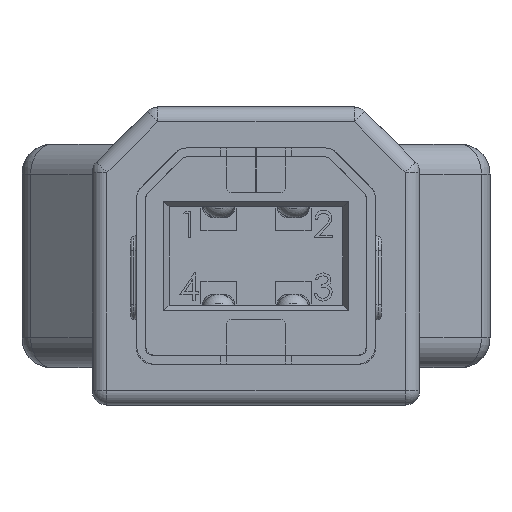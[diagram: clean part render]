
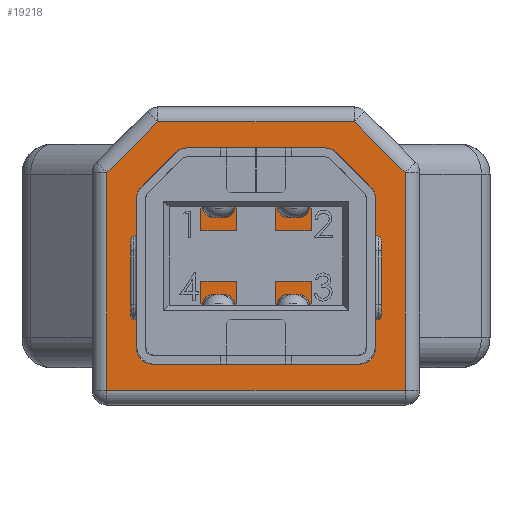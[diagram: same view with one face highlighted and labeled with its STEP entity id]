
A CAD part, front view. The second image highlights one B-rep face of the part: STEP entity #19218.
In plain terms, the highlighted face is planar.
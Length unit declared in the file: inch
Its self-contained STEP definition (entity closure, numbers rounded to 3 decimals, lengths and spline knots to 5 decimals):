
#7825 = EDGE_CURVE ( 'NONE', #12574, #12577, #46994, .T. ) ;
#7826 = EDGE_CURVE ( 'NONE', #12577, #12581, #46995, .T. ) ;
#7827 = EDGE_CURVE ( 'NONE', #12581, #12583, #46999, .T. ) ;
#7828 = EDGE_CURVE ( 'NONE', #12583, #12584, #47001, .T. ) ;
#7829 = EDGE_CURVE ( 'NONE', #12584, #12586, #47003, .T. ) ;
#7830 = EDGE_CURVE ( 'NONE', #12586, #12574, #47005, .T. ) ;
#12574 = VERTEX_POINT ( 'NONE', #45400 ) ;
#12577 = VERTEX_POINT ( 'NONE', #45402 ) ;
#12581 = VERTEX_POINT ( 'NONE', #45408 ) ;
#12583 = VERTEX_POINT ( 'NONE', #45405 ) ;
#12584 = VERTEX_POINT ( 'NONE', #45410 ) ;
#12586 = VERTEX_POINT ( 'NONE', #45407 ) ;
#19218 = ADVANCED_FACE ( 'NONE', ( #43877 ), #31297, .F. ) ;
#19838 = ORIENTED_EDGE ( 'NONE', *, *, #7825, .T. ) ;
#19840 = ORIENTED_EDGE ( 'NONE', *, *, #7826, .T. ) ;
#19841 = ORIENTED_EDGE ( 'NONE', *, *, #7827, .T. ) ;
#19843 = ORIENTED_EDGE ( 'NONE', *, *, #7828, .T. ) ;
#19845 = ORIENTED_EDGE ( 'NONE', *, *, #7829, .T. ) ;
#19847 = ORIENTED_EDGE ( 'NONE', *, *, #7830, .T. ) ;
#31291 = DIRECTION ( 'NONE',  ( 0., 0., 1. ) ) ;
#31293 = CARTESIAN_POINT ( 'NONE',  ( -0.19685, 0.21654, 0. ) ) ;
#31297 = PLANE ( 'NONE',  #41555 ) ;
#31299 = DIRECTION ( 'NONE',  ( 1., 0., 0. ) ) ;
#37284 = EDGE_LOOP ( 'NONE', ( #19838, #19840, #19841, #19843, #19845, #19847 ) ) ;
#41555 = AXIS2_PLACEMENT_3D ( 'NONE', #31293, #31291, #31299 ) ;
#43877 = FACE_OUTER_BOUND ( 'NONE', #37284, .T. ) ;
#45400 = CARTESIAN_POINT ( 'NONE',  ( -0.17717, -0.12964, 0. ) ) ;
#45402 = CARTESIAN_POINT ( 'NONE',  ( -0.17717, 0.12964, 0. ) ) ;
#45405 = CARTESIAN_POINT ( 'NONE',  ( 0.17717, 0.19685, 0. ) ) ;
#45407 = CARTESIAN_POINT ( 'NONE',  ( -0.10996, -0.19685, 0. ) ) ;
#45408 = CARTESIAN_POINT ( 'NONE',  ( -0.10996, 0.19685, 0. ) ) ;
#45410 = CARTESIAN_POINT ( 'NONE',  ( 0.17717, -0.19685, 0. ) ) ;
#46484 = CARTESIAN_POINT ( 'NONE',  ( -0.14356, 0.16325, 0. ) ) ;
#46485 = CARTESIAN_POINT ( 'NONE',  ( -0.17717, 0.21654, 0. ) ) ;
#46491 = DIRECTION ( 'NONE',  ( 0., 1., 0. ) ) ;
#46492 = DIRECTION ( 'NONE',  ( 0.707, 0.707, 0. ) ) ;
#46493 = CARTESIAN_POINT ( 'NONE',  ( 0.19685, 0.19685, 0. ) ) ;
#46494 = DIRECTION ( 'NONE',  ( 1., 0., 0. ) ) ;
#46495 = CARTESIAN_POINT ( 'NONE',  ( 0.17717, 0.21654, 0. ) ) ;
#46496 = DIRECTION ( 'NONE',  ( 0., -1., 0. ) ) ;
#46497 = CARTESIAN_POINT ( 'NONE',  ( -0.19685, -0.19685, 0. ) ) ;
#46498 = DIRECTION ( 'NONE',  ( -1., 0., 0. ) ) ;
#46499 = CARTESIAN_POINT ( 'NONE',  ( -0.3601, 0.05329, 0. ) ) ;
#46500 = DIRECTION ( 'NONE',  ( -0.707, 0.707, 0. ) ) ;
#46994 = LINE ( 'NONE', #46485, #46998 ) ;
#46995 = LINE ( 'NONE', #46484, #47000 ) ;
#46998 = VECTOR ( 'NONE', #46491, 39.37008 ) ;
#46999 = LINE ( 'NONE', #46493, #47002 ) ;
#47000 = VECTOR ( 'NONE', #46492, 39.37008 ) ;
#47001 = LINE ( 'NONE', #46495, #47004 ) ;
#47002 = VECTOR ( 'NONE', #46494, 39.37008 ) ;
#47003 = LINE ( 'NONE', #46497, #47006 ) ;
#47004 = VECTOR ( 'NONE', #46496, 39.37008 ) ;
#47005 = LINE ( 'NONE', #46499, #47008 ) ;
#47006 = VECTOR ( 'NONE', #46498, 39.37008 ) ;
#47008 = VECTOR ( 'NONE', #46500, 39.37008 ) ;
